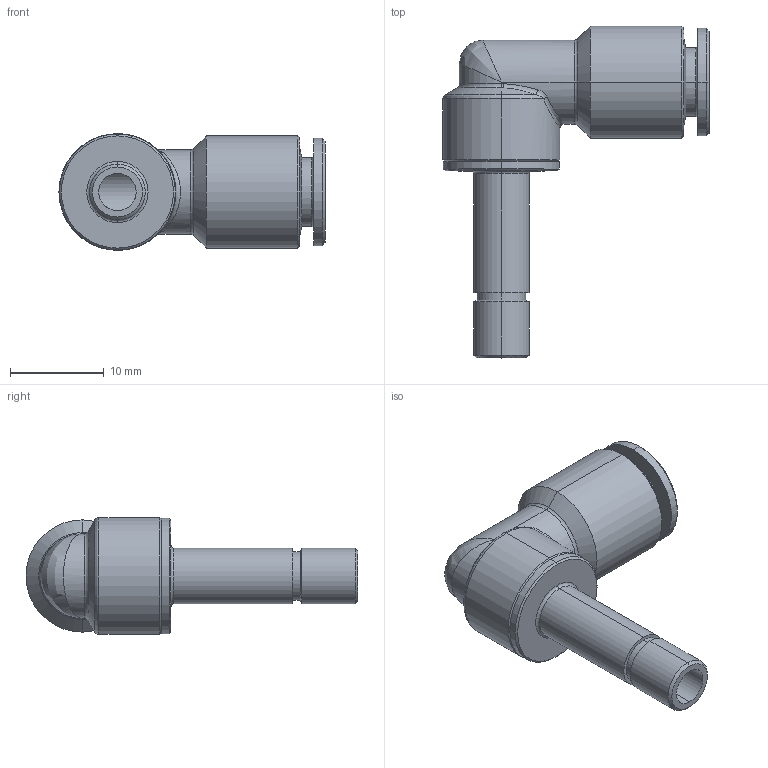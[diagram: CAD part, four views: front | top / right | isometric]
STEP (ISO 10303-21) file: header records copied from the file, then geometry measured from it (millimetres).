
FILE_DESCRIPTION(( 'MA.43.06.06.STEP' ), '1');
FILE_NAME( 'MA.43.06.06.STEP', '2018-10-01T14:54:53',( 'Sopra'),('sopra-pneumatic.com'), 'SwSTEP 2.0','SolidWorks 2009','' );
FILE_SCHEMA (( 'CONFIG_CONTROL_DESIGN' ));
Length unit declared in the file: millimetre
Products named in the file (1): A0333030
Bounding box: 28.45 x 35.5 x 12.5 mm (x, y, z)
Volume: 2575.3 mm3; surface area: 2568 mm2
Topology: 1 solids, 1 shells, 76 faces, 164 edges, 93 vertices
Faces by surface type: cylinder 27, cone 25, torus 10, plane 8, bspline 6
Entity records: 2501 total; most frequent: CARTESIAN_POINT 785, DIRECTION 374, ORIENTED_EDGE 324, AXIS2_PLACEMENT_3D 162, EDGE_CURVE 162, VERTEX_POINT 93, CIRCLE 91, EDGE_LOOP 83
